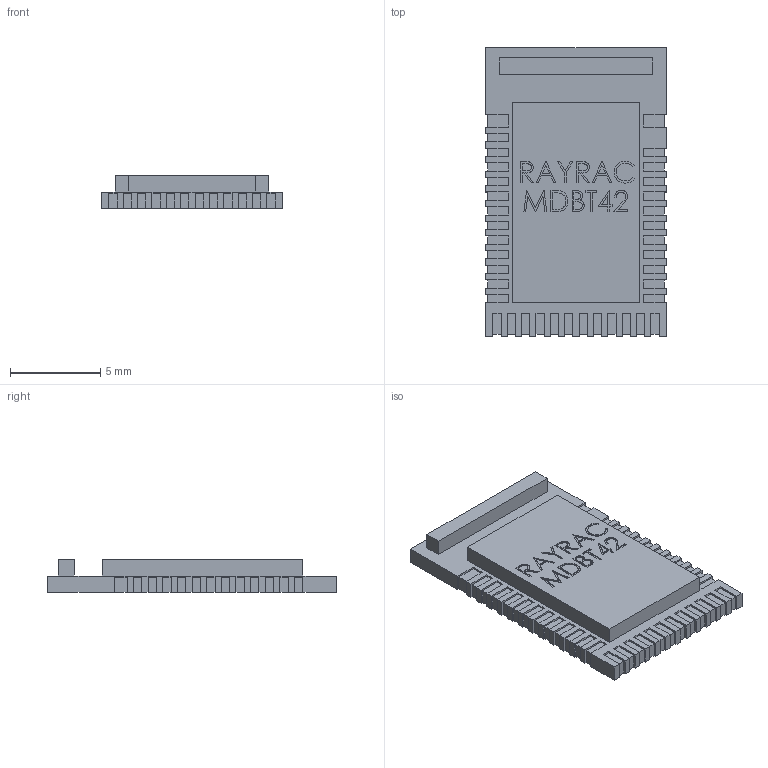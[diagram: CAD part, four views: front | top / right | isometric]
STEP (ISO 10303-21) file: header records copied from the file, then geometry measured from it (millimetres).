
FILE_DESCRIPTION(('FreeCAD Model'),'2;1');
FILE_NAME( 'Raytec_MDBT42Q.STEP', '2020-02-29T16:09:56',('Author'),(''), 'Open CASCADE STEP processor 7.3','FreeCAD','Unknown');
FILE_SCHEMA(('AUTOMOTIVE_DESIGN { 1 0 10303 214 1 1 1 1 }'));
Length unit declared in the file: millimetre
Products named in the file (1): Scale
Bounding box: 10 x 16 x 1.8 mm (x, y, z)
Volume: 217.4 mm3; surface area: 432 mm2
Topology: 1 solids, 1 shells, 421 faces, 1191 edges, 794 vertices
Faces by surface type: bspline 421
Entity records: 17600 total; most frequent: CARTESIAN_POINT 7345, ORIENTED_EDGE 2382, EDGE_CURVE 1191, B_SPLINE_CURVE_WITH_KNOTS 1191, VERTEX_POINT 794, FACE_BOUND 443, EDGE_LOOP 443, ADVANCED_FACE 421
